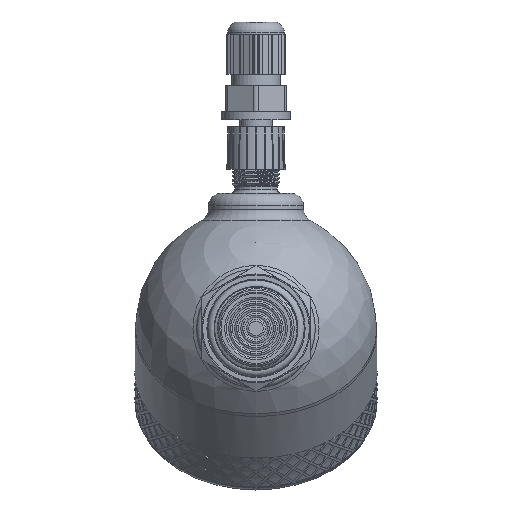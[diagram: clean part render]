
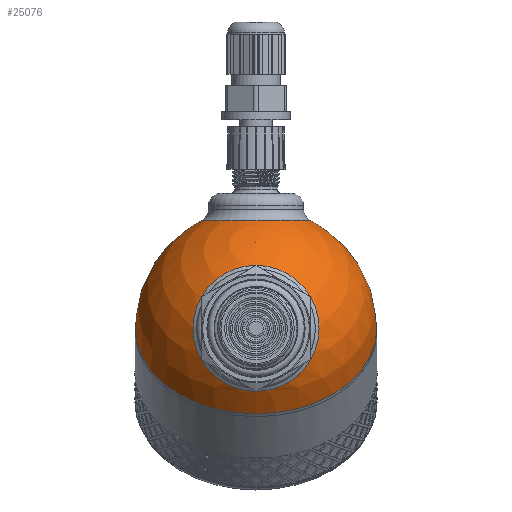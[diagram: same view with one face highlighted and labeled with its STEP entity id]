
A CAD part, left-side view. The second image highlights one B-rep face of the part: STEP entity #25076.
In plain terms, the highlighted spherical face has radius 30 mm.
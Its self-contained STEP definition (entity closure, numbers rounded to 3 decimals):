
#163=SPHERICAL_SURFACE('',#26530,30.);
#233=CIRCLE('',#26527,15.643);
#236=CIRCLE('',#26531,30.);
#237=CIRCLE('',#26532,30.);
#238=CIRCLE('',#26533,30.);
#239=CIRCLE('',#26534,13.5);
#1115=FACE_BOUND('',#5744,.T.);
#1116=FACE_BOUND('',#5745,.T.);
#4104=FACE_OUTER_BOUND('',#5743,.T.);
#5743=EDGE_LOOP('',(#18154,#18155,#18156,#18157));
#5744=EDGE_LOOP('',(#18158));
#5745=EDGE_LOOP('',(#18159));
#10443=VERTEX_POINT('',#39208);
#10445=VERTEX_POINT('',#39214);
#10446=VERTEX_POINT('',#39215);
#10447=VERTEX_POINT('',#39217);
#10448=VERTEX_POINT('',#39220);
#13354=EDGE_CURVE('',#10443,#10443,#233,.T.);
#13357=EDGE_CURVE('',#10445,#10446,#236,.T.);
#13358=EDGE_CURVE('',#10445,#10447,#237,.T.);
#13359=EDGE_CURVE('',#10446,#10445,#238,.T.);
#13360=EDGE_CURVE('',#10448,#10448,#239,.T.);
#18154=ORIENTED_EDGE('',*,*,#13357,.F.);
#18155=ORIENTED_EDGE('',*,*,#13358,.T.);
#18156=ORIENTED_EDGE('',*,*,#13358,.F.);
#18157=ORIENTED_EDGE('',*,*,#13359,.F.);
#18158=ORIENTED_EDGE('',*,*,#13354,.F.);
#18159=ORIENTED_EDGE('',*,*,#13360,.F.);
#25076=ADVANCED_FACE('',(#4104,#1115,#1116),#163,.T.);
#26527=AXIS2_PLACEMENT_3D('',#39209,#28173,#28174);
#26530=AXIS2_PLACEMENT_3D('',#39213,#28179,#28180);
#26531=AXIS2_PLACEMENT_3D('',#39216,#28181,#28182);
#26532=AXIS2_PLACEMENT_3D('',#39218,#28183,#28184);
#26533=AXIS2_PLACEMENT_3D('',#39219,#28185,#28186);
#26534=AXIS2_PLACEMENT_3D('',#39221,#28187,#28188);
#28173=DIRECTION('center_axis',(-0.707,0.,0.707));
#28174=DIRECTION('ref_axis',(0.707,0.,0.707));
#28179=DIRECTION('center_axis',(1.,0.,0.));
#28180=DIRECTION('ref_axis',(0.,-1.,0.));
#28181=DIRECTION('center_axis',(1.,0.,0.));
#28182=DIRECTION('ref_axis',(0.,1.,0.));
#28183=DIRECTION('center_axis',(0.,0.,1.));
#28184=DIRECTION('ref_axis',(0.,1.,0.));
#28185=DIRECTION('center_axis',(1.,0.,0.));
#28186=DIRECTION('ref_axis',(0.,1.,0.));
#28187=DIRECTION('center_axis',(-0.707,0.,-0.707));
#28188=DIRECTION('ref_axis',(-0.707,0.,0.707));
#39208=CARTESIAN_POINT('',(-29.162,0.,7.04));
#39209=CARTESIAN_POINT('Origin',(-18.101,0.,18.101));
#39213=CARTESIAN_POINT('Origin',(0.,0.,0.));
#39214=CARTESIAN_POINT('',(0.,30.,0.));
#39215=CARTESIAN_POINT('',(0.,-30.,0.));
#39216=CARTESIAN_POINT('Origin',(0.,0.,0.));
#39217=CARTESIAN_POINT('',(-30.,0.,0.));
#39218=CARTESIAN_POINT('Origin',(0.,0.,0.));
#39219=CARTESIAN_POINT('Origin',(0.,0.,0.));
#39220=CARTESIAN_POINT('',(-9.398,0.,-28.49));
#39221=CARTESIAN_POINT('Origin',(-18.944,0.,-18.944));
